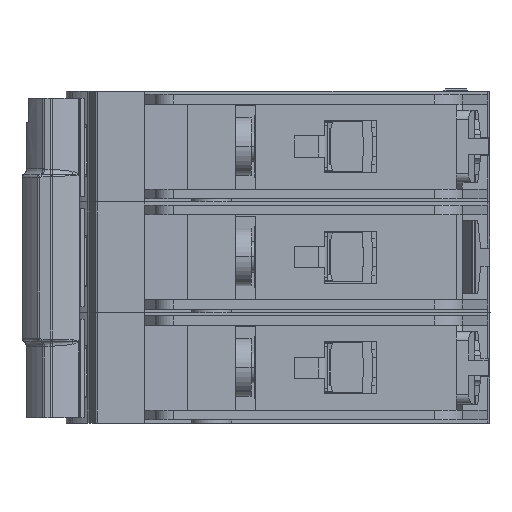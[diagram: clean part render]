
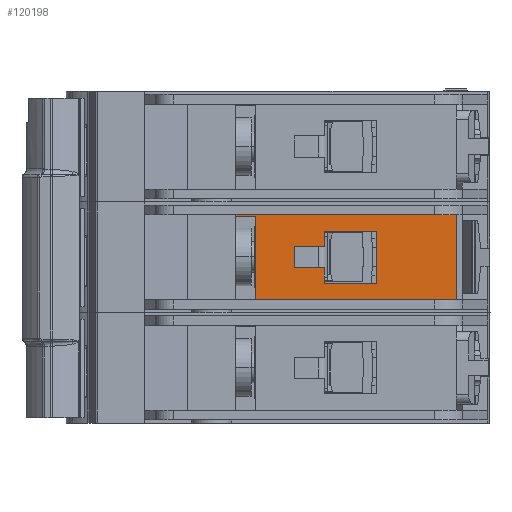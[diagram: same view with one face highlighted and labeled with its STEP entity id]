
A CAD part, front view. The second image highlights one B-rep face of the part: STEP entity #120198.
In plain terms, the highlighted planar face has unit normal (0, -1, 0).
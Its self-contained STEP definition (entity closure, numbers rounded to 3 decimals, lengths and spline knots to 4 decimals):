
#140 = VECTOR ( 'NONE', #100613, 39.3701 ) ;
#1193 = LINE ( 'NONE', #114417, #43938 ) ;
#1487 = EDGE_CURVE ( 'NONE', #21653, #31009, #60228, .T. ) ;
#2271 = ORIENTED_EDGE ( 'NONE', *, *, #125819, .F. ) ;
#4661 = AXIS2_PLACEMENT_3D ( 'NONE', #56067, #125977, #127317 ) ;
#5855 = DIRECTION ( 'NONE',  ( 0., 0., -1. ) ) ;
#6203 = VERTEX_POINT ( 'NONE', #18060 ) ;
#6998 = VECTOR ( 'NONE', #19866, 39.3701 ) ;
#9400 = VECTOR ( 'NONE', #53091, 39.3701 ) ;
#11362 = DIRECTION ( 'NONE',  ( -1., 0., 0. ) ) ;
#11774 = CARTESIAN_POINT ( 'NONE',  ( -0.2638, -1.5945, 1.2185 ) ) ;
#12361 = LINE ( 'NONE', #13032, #28358 ) ;
#13032 = CARTESIAN_POINT ( 'NONE',  ( 1.9306, -1.5945, 1.3248 ) ) ;
#13107 = CARTESIAN_POINT ( 'NONE',  ( 1.2241, -1.5945, -3.5356 ) ) ;
#13999 = ORIENTED_EDGE ( 'NONE', *, *, #117643, .F. ) ;
#14760 = FACE_BOUND ( 'NONE', #39607, .T. ) ;
#16732 = CARTESIAN_POINT ( 'NONE',  ( 1.2244, -1.5945, 1.2185 ) ) ;
#17724 = DIRECTION ( 'NONE',  ( 0., 0., -1. ) ) ;
#18060 = CARTESIAN_POINT ( 'NONE',  ( 1.7323, -1.5945, 0.7815 ) ) ;
#18224 = CARTESIAN_POINT ( 'NONE',  ( 0.6929, -1.5945, 0.9843 ) ) ;
#18480 = VECTOR ( 'NONE', #55600, 39.3701 ) ;
#19267 = CARTESIAN_POINT ( 'NONE',  ( 1.7323, -1.5945, 1.3248 ) ) ;
#19866 = DIRECTION ( 'NONE',  ( 0., 0., -1. ) ) ;
#21232 = EDGE_CURVE ( 'NONE', #42163, #59659, #41474, .T. ) ;
#21653 = VERTEX_POINT ( 'NONE', #23651 ) ;
#21889 = LINE ( 'NONE', #82899, #132832 ) ;
#22676 = EDGE_CURVE ( 'NONE', #121443, #65640, #130952, .T. ) ;
#23537 = DIRECTION ( 'NONE',  ( 1., 0., 0. ) ) ;
#23561 = FACE_OUTER_BOUND ( 'NONE', #31298, .T. ) ;
#23651 = CARTESIAN_POINT ( 'NONE',  ( 0.4488, -1.5945, 0.7815 ) ) ;
#25545 = EDGE_CURVE ( 'NONE', #65640, #80403, #12361, .T. ) ;
#26025 = VERTEX_POINT ( 'NONE', #16732 ) ;
#26497 = EDGE_CURVE ( 'NONE', #59659, #123541, #49702, .T. ) ;
#28291 = ORIENTED_EDGE ( 'NONE', *, *, #56771, .F. ) ;
#28358 = VECTOR ( 'NONE', #63198, 39.3701 ) ;
#29386 = CARTESIAN_POINT ( 'NONE',  ( 0.8858, -1.5945, -3.5355 ) ) ;
#30346 = ORIENTED_EDGE ( 'NONE', *, *, #115757, .F. ) ;
#31009 = VERTEX_POINT ( 'NONE', #120538 ) ;
#31298 = EDGE_LOOP ( 'NONE', ( #63814, #133097, #51522, #2271, #13999, #30346, #58962, #47686 ) ) ;
#31360 = LINE ( 'NONE', #100586, #6998 ) ;
#32413 = VECTOR ( 'NONE', #110575, 39.3701 ) ;
#33308 = VERTEX_POINT ( 'NONE', #124906 ) ;
#33991 = ORIENTED_EDGE ( 'NONE', *, *, #41837, .F. ) ;
#34784 = EDGE_CURVE ( 'NONE', #88789, #42163, #126758, .T. ) ;
#35584 = CARTESIAN_POINT ( 'NONE',  ( 1.2244, -1.5945, 0.8878 ) ) ;
#39607 = EDGE_LOOP ( 'NONE', ( #33991, #114230, #54627, #93183, #28291, #62844, #52404, #107083 ) ) ;
#40541 = CARTESIAN_POINT ( 'NONE',  ( 0.4488, -1.5945, 0.7815 ) ) ;
#41235 = EDGE_CURVE ( 'NONE', #6203, #21653, #1193, .T. ) ;
#41474 = LINE ( 'NONE', #114715, #77257 ) ;
#41837 = EDGE_CURVE ( 'NONE', #62213, #88789, #21889, .T. ) ;
#42163 = VERTEX_POINT ( 'NONE', #18224 ) ;
#43705 = VERTEX_POINT ( 'NONE', #35584 ) ;
#43938 = VECTOR ( 'NONE', #11362, 39.3701 ) ;
#45214 = LINE ( 'NONE', #56062, #86442 ) ;
#47686 = ORIENTED_EDGE ( 'NONE', *, *, #41235, .F. ) ;
#47965 = VECTOR ( 'NONE', #17724, 39.3701 ) ;
#49238 = CARTESIAN_POINT ( 'NONE',  ( 0.2931, -1.5945, 0.7815 ) ) ;
#49702 = LINE ( 'NONE', #29386, #140 ) ;
#50610 = VERTEX_POINT ( 'NONE', #60139 ) ;
#51392 = DIRECTION ( 'NONE',  ( 0., 0., 1. ) ) ;
#51522 = ORIENTED_EDGE ( 'NONE', *, *, #22676, .F. ) ;
#52404 = ORIENTED_EDGE ( 'NONE', *, *, #21232, .F. ) ;
#53091 = DIRECTION ( 'NONE',  ( -1., 0., 0. ) ) ;
#54627 = ORIENTED_EDGE ( 'NONE', *, *, #124105, .F. ) ;
#54905 = CARTESIAN_POINT ( 'NONE',  ( 0.8858, -1.5945, 0.8878 ) ) ;
#55346 = CARTESIAN_POINT ( 'NONE',  ( 0.6929, -1.5945, 1.122 ) ) ;
#55600 = DIRECTION ( 'NONE',  ( -1., 0., 0. ) ) ;
#56062 = CARTESIAN_POINT ( 'NONE',  ( 0.315, -1.5945, 1.315 ) ) ;
#56067 = CARTESIAN_POINT ( 'NONE',  ( -0.2638, -1.5945, -3.5355 ) ) ;
#56589 = EDGE_CURVE ( 'NONE', #33308, #62213, #110590, .T. ) ;
#56771 = EDGE_CURVE ( 'NONE', #123541, #43705, #126644, .T. ) ;
#58459 = CARTESIAN_POINT ( 'NONE',  ( 0.8858, -1.5945, 0.9843 ) ) ;
#58962 = ORIENTED_EDGE ( 'NONE', *, *, #1487, .F. ) ;
#59659 = VERTEX_POINT ( 'NONE', #58459 ) ;
#60139 = CARTESIAN_POINT ( 'NONE',  ( 0.315, -1.5945, 0.7815 ) ) ;
#60228 = LINE ( 'NONE', #40541, #84535 ) ;
#62213 = VERTEX_POINT ( 'NONE', #115532 ) ;
#62844 = ORIENTED_EDGE ( 'NONE', *, *, #26497, .F. ) ;
#63198 = DIRECTION ( 'NONE',  ( 1., 0., 0. ) ) ;
#63814 = ORIENTED_EDGE ( 'NONE', *, *, #104564, .F. ) ;
#65640 = VERTEX_POINT ( 'NONE', #132718 ) ;
#72255 = VECTOR ( 'NONE', #85634, 39.3701 ) ;
#74454 = VECTOR ( 'NONE', #5855, 39.3701 ) ;
#75046 = CARTESIAN_POINT ( 'NONE',  ( -0.2638, -1.5945, 0.8878 ) ) ;
#77257 = VECTOR ( 'NONE', #93021, 39.3701 ) ;
#80403 = VERTEX_POINT ( 'NONE', #19267 ) ;
#82899 = CARTESIAN_POINT ( 'NONE',  ( -0.2638, -1.5945, 1.122 ) ) ;
#84535 = VECTOR ( 'NONE', #51392, 39.3701 ) ;
#85634 = DIRECTION ( 'NONE',  ( 0., 0., 1. ) ) ;
#86442 = VECTOR ( 'NONE', #127983, 39.3701 ) ;
#86791 = LINE ( 'NONE', #96973, #18480 ) ;
#87307 = EDGE_CURVE ( 'NONE', #43705, #26025, #127027, .T. ) ;
#88789 = VERTEX_POINT ( 'NONE', #55346 ) ;
#93021 = DIRECTION ( 'NONE',  ( 1., 0., 0. ) ) ;
#93183 = ORIENTED_EDGE ( 'NONE', *, *, #87307, .F. ) ;
#96973 = CARTESIAN_POINT ( 'NONE',  ( 0.2931, -1.5945, 0.7815 ) ) ;
#97387 = DIRECTION ( 'NONE',  ( -1., 0., 0. ) ) ;
#97426 = VERTEX_POINT ( 'NONE', #123126 ) ;
#99905 = CARTESIAN_POINT ( 'NONE',  ( 0.4488, -1.5945, 1.315 ) ) ;
#100586 = CARTESIAN_POINT ( 'NONE',  ( 1.7323, -1.5945, 0.7087 ) ) ;
#100613 = DIRECTION ( 'NONE',  ( 0., 0., -1. ) ) ;
#104564 = EDGE_CURVE ( 'NONE', #80403, #6203, #31360, .T. ) ;
#105301 = LINE ( 'NONE', #11774, #9400 ) ;
#107083 = ORIENTED_EDGE ( 'NONE', *, *, #34784, .F. ) ;
#107568 = LINE ( 'NONE', #99905, #131900 ) ;
#110575 = DIRECTION ( 'NONE',  ( 0., 0., 1. ) ) ;
#110590 = LINE ( 'NONE', #113268, #47965 ) ;
#113268 = CARTESIAN_POINT ( 'NONE',  ( 0.8858, -1.5945, -3.5355 ) ) ;
#114230 = ORIENTED_EDGE ( 'NONE', *, *, #56589, .F. ) ;
#114417 = CARTESIAN_POINT ( 'NONE',  ( 0.2931, -1.5945, 0.7815 ) ) ;
#114715 = CARTESIAN_POINT ( 'NONE',  ( -0.2638, -1.5945, 0.9843 ) ) ;
#114768 = DIRECTION ( 'NONE',  ( -1., 0., 0. ) ) ;
#115532 = CARTESIAN_POINT ( 'NONE',  ( 0.8858, -1.5945, 1.122 ) ) ;
#115757 = EDGE_CURVE ( 'NONE', #31009, #97426, #107568, .T. ) ;
#117643 = EDGE_CURVE ( 'NONE', #97426, #50610, #45214, .T. ) ;
#119670 = VECTOR ( 'NONE', #23537, 39.3701 ) ;
#120198 = ADVANCED_FACE ( 'NONE', ( #23561, #14760 ), #126666, .T. ) ;
#120538 = CARTESIAN_POINT ( 'NONE',  ( 0.4488, -1.5945, 1.315 ) ) ;
#121419 = CARTESIAN_POINT ( 'NONE',  ( 0.2931, -1.5945, 1.6923 ) ) ;
#121443 = VERTEX_POINT ( 'NONE', #49238 ) ;
#123126 = CARTESIAN_POINT ( 'NONE',  ( 0.315, -1.5945, 1.315 ) ) ;
#123541 = VERTEX_POINT ( 'NONE', #54905 ) ;
#124105 = EDGE_CURVE ( 'NONE', #26025, #33308, #105301, .T. ) ;
#124737 = CARTESIAN_POINT ( 'NONE',  ( 0.6922, -1.5945, -3.5356 ) ) ;
#124906 = CARTESIAN_POINT ( 'NONE',  ( 0.8858, -1.5945, 1.2185 ) ) ;
#125819 = EDGE_CURVE ( 'NONE', #50610, #121443, #86791, .T. ) ;
#125977 = DIRECTION ( 'NONE',  ( 0., -1., 0. ) ) ;
#126644 = LINE ( 'NONE', #75046, #119670 ) ;
#126666 = PLANE ( 'NONE',  #4661 ) ;
#126758 = LINE ( 'NONE', #124737, #74454 ) ;
#127027 = LINE ( 'NONE', #13107, #72255 ) ;
#127317 = DIRECTION ( 'NONE',  ( 1., 0., 0. ) ) ;
#127983 = DIRECTION ( 'NONE',  ( 0., 0., -1. ) ) ;
#130952 = LINE ( 'NONE', #121419, #32413 ) ;
#131900 = VECTOR ( 'NONE', #97387, 39.3701 ) ;
#132718 = CARTESIAN_POINT ( 'NONE',  ( 0.2931, -1.5945, 1.3248 ) ) ;
#132832 = VECTOR ( 'NONE', #114768, 39.3701 ) ;
#133097 = ORIENTED_EDGE ( 'NONE', *, *, #25545, .F. ) ;
